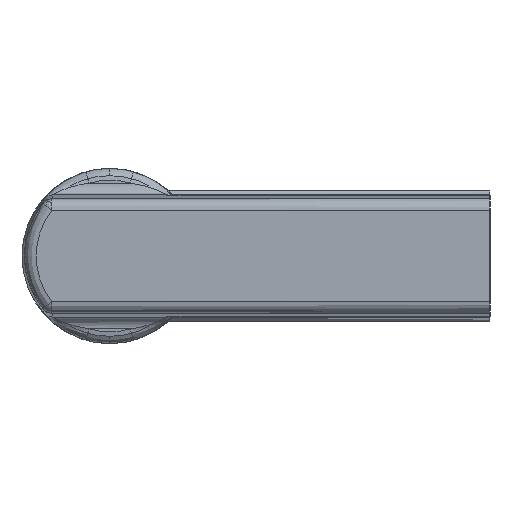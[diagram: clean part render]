
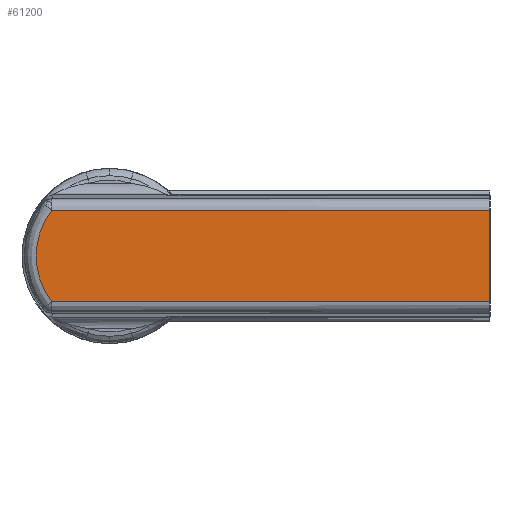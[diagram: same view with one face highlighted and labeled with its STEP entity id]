
A CAD part, left-side view. The second image highlights one B-rep face of the part: STEP entity #61200.
In plain terms, the highlighted face is planar.
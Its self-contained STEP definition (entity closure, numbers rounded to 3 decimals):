
#60800=CARTESIAN_POINT('',(-26.,0.,20.));
#60810=DIRECTION('',(0.,0.,1.));
#60820=DIRECTION('',(1.,0.,0.));
#60830=AXIS2_PLACEMENT_3D('',#60800,#60810,#60820);
#60840=PLANE('',#60830);
#60850=CARTESIAN_POINT('',(-4.5,-3.117,20.));
#60860=DIRECTION('',(-1.,0.,0.));
#60870=VECTOR('',#60860,1.);
#60880=LINE('',#60850,#60870);
#60890=CARTESIAN_POINT('',(3.951,-3.117,
20.));
#60900=VERTEX_POINT('',#60890);
#60910=CARTESIAN_POINT('',(-26.,-3.117,20.));
#60920=VERTEX_POINT('',#60910);
#60930=EDGE_CURVE('',#60900,#60920,#60880,.T.);
#60940=ORIENTED_EDGE('',*,*,#60930,.F.);
#60950=CARTESIAN_POINT('',(-26.,0.,20.));
#60960=DIRECTION('',(0.,-1.,0.));
#60970=VECTOR('',#60960,1.);
#60980=LINE('',#60950,#60970);
#60990=CARTESIAN_POINT('',(-26.,3.117,20.));
#61000=VERTEX_POINT('',#60990);
#61010=EDGE_CURVE('',#61000,#60920,#60980,.T.);
#61020=ORIENTED_EDGE('',*,*,#61010,.T.);
#61030=CARTESIAN_POINT('',(-4.5,3.117,20.));
#61040=DIRECTION('',(1.,0.,0.));
#61050=VECTOR('',#61040,1.);
#61060=LINE('',#61030,#61050);
#61070=CARTESIAN_POINT('',(3.951,3.117,
20.));
#61080=VERTEX_POINT('',#61070);
#61090=EDGE_CURVE('',#61000,#61080,#61060,.T.);
#61100=ORIENTED_EDGE('',*,*,#61090,.F.);
#61110=CARTESIAN_POINT('',(0.,0.,20.));
#61120=DIRECTION('',(0.,0.,-1.));
#61130=DIRECTION('',(0.,1.,0.));
#61140=AXIS2_PLACEMENT_3D('',#61110,#61120,#61130);
#61150=CIRCLE('',#61140,5.032);
#61160=EDGE_CURVE('',#61080,#60900,#61150,.T.);
#61170=ORIENTED_EDGE('',*,*,#61160,.F.);
#61180=EDGE_LOOP('',(#61170,#61100,#61020,#60940));
#61190=FACE_OUTER_BOUND('',#61180,.T.);
#61200=ADVANCED_FACE('',(#61190),#60840,.T.);
